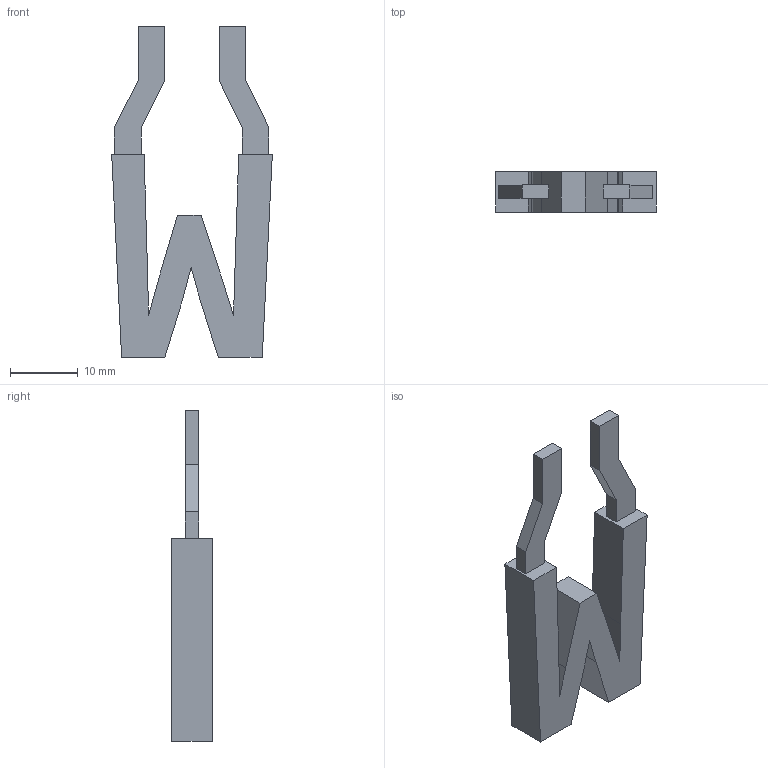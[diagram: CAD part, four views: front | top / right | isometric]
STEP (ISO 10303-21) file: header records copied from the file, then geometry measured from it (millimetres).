
FILE_DESCRIPTION(/* description */ (''),/* implementation_level */ '2;1');
FILE_NAME(/* name */ 'M.step',/* time_stamp */ '2026-01-18T20:24:50+01:00',/* author */ (''),/* organization */ (''),/* preprocessor_version */ 'ST-DEVELOPER v20.1',/* originating_system */ 'Autodesk Translation Framework v14.21.0.0',/* authorisation */ '');
FILE_SCHEMA (('AUTOMOTIVE_DESIGN { 1 0 10303 214 3 1 1 }'));
Length unit declared in the file: millimetre
Products named in the file (2): M; M_1
Assembly tree (1 placements, depth 2):
  M
    M_1
Bounding box: 23.78 x 6 x 49 mm (x, y, z)
Volume: 2834.7 mm3; surface area: 2689 mm2
Topology: 3 solids, 3 shells, 119 faces, 321 edges, 214 vertices
Faces by surface type: plane 109, bspline 10
Entity records: 3806 total; most frequent: CARTESIAN_POINT 827, ORIENTED_EDGE 642, DIRECTION 525, EDGE_CURVE 321, LINE 301, VECTOR 301, VERTEX_POINT 214, EDGE_LOOP 125
